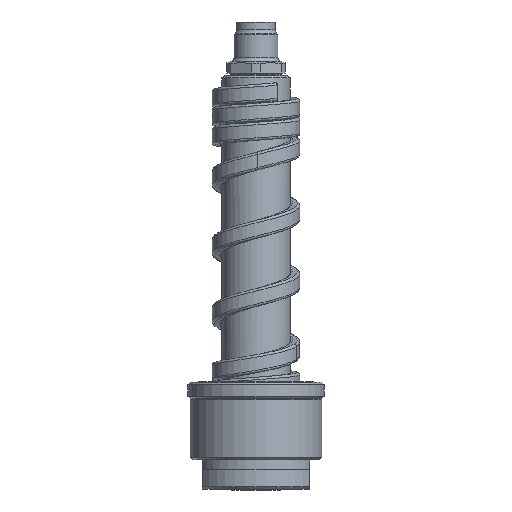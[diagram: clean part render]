
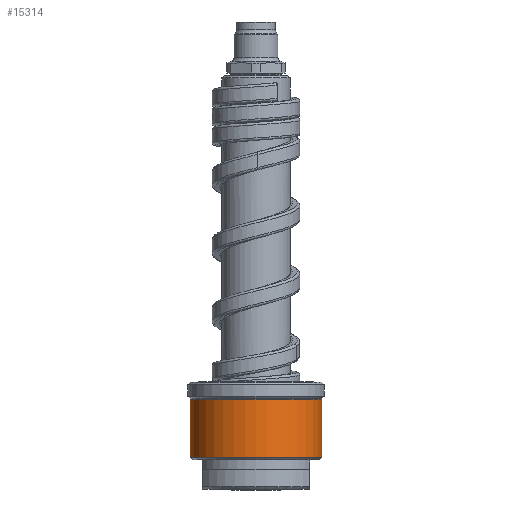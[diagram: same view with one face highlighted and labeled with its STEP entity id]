
A CAD part, front view. The second image highlights one B-rep face of the part: STEP entity #15314.
In plain terms, the highlighted cylindrical face has radius 13.5 mm (diameter 27 mm), a partial arc.
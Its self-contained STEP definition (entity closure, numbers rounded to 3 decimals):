
#4981=CARTESIAN_POINT('',(0.,0.,6.582));
#4982=DIRECTION('',(0.,0.,1.));
#4983=DIRECTION('',(-1.,0.,0.));
#4984=AXIS2_PLACEMENT_3D('',#4981,#4982,#4983);
#4986=DIRECTION('',(0.,0.,-1.));
#4987=VECTOR('',#4986,11.835);
#4988=CARTESIAN_POINT('',(-13.5,0.,18.417));
#4989=LINE('',#4988,#4987);
#4990=CARTESIAN_POINT('',(0.,0.,18.417));
#4991=DIRECTION('',(0.,0.,1.));
#4992=DIRECTION('',(-1.,0.,0.));
#4993=AXIS2_PLACEMENT_3D('',#4990,#4991,#4992);
#4995=DIRECTION('',(0.,0.,-1.));
#4996=VECTOR('',#4995,11.835);
#4997=CARTESIAN_POINT('',(13.5,0.,18.417));
#4998=LINE('',#4997,#4996);
#6942=CARTESIAN_POINT('',(13.5,0.,18.417));
#6943=CARTESIAN_POINT('',(-13.5,0.,18.417));
#6944=VERTEX_POINT('',#6942);
#6945=VERTEX_POINT('',#6943);
#6968=CARTESIAN_POINT('',(13.5,0.,6.582));
#6969=VERTEX_POINT('',#6968);
#6970=CARTESIAN_POINT('',(-13.5,0.,6.582));
#6971=VERTEX_POINT('',#6970);
#15302=CARTESIAN_POINT('',(0.,0.,5.2));
#15303=DIRECTION('',(0.,0.,1.));
#15304=DIRECTION('',(-1.,0.,0.));
#15305=AXIS2_PLACEMENT_3D('',#15302,#15303,#15304);
#15306=CYLINDRICAL_SURFACE('',#15305,13.5);
#15307=ORIENTED_EDGE('',*,*,#15259,.F.);
#15308=ORIENTED_EDGE('',*,*,#15293,.F.);
#15310=ORIENTED_EDGE('',*,*,#15309,.T.);
#15311=ORIENTED_EDGE('',*,*,#15289,.T.);
#15312=EDGE_LOOP('',(#15307,#15308,#15310,#15311));
#15313=FACE_OUTER_BOUND('',#15312,.F.);
#4985=CIRCLE('',#4984,13.5);
#4994=CIRCLE('',#4993,13.5);
#15259=EDGE_CURVE('',#6971,#6969,#4985,.T.);
#15289=EDGE_CURVE('',#6944,#6969,#4998,.T.);
#15293=EDGE_CURVE('',#6945,#6971,#4989,.T.);
#15309=EDGE_CURVE('',#6945,#6944,#4994,.T.);
#15314=ADVANCED_FACE('',(#15313),#15306,.T.);
